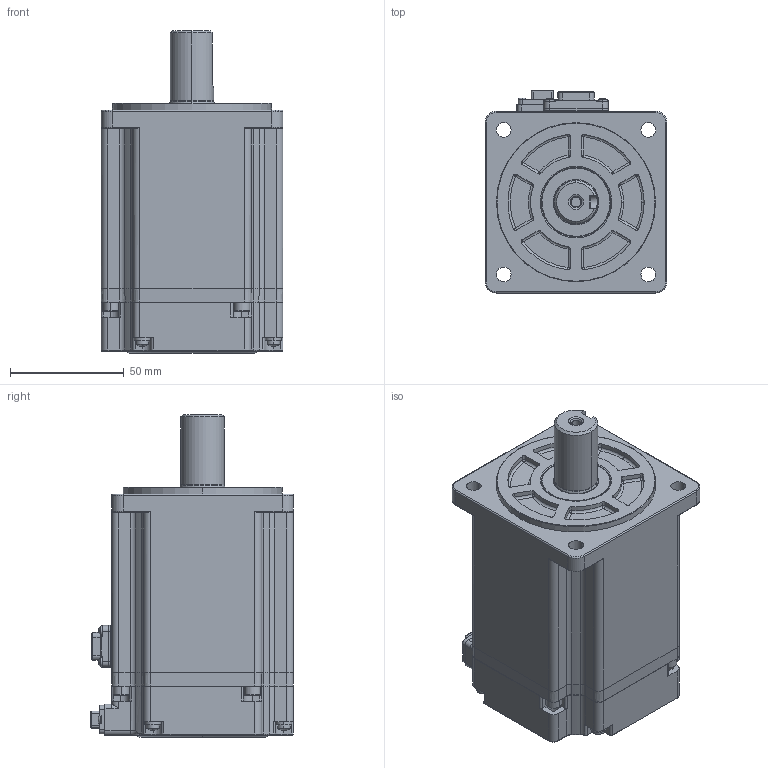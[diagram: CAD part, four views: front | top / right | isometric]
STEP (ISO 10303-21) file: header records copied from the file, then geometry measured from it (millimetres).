
FILE_DESCRIPTION (( 'STEP AP203' ), '1' );
FILE_NAME ('MS6H-80TH30B3-20P7.STEP', '2024-01-16T01:45:27', ( '' ), ( '' ), 'SwSTEP 2.0', 'SolidWorks 2022', '' );
FILE_SCHEMA (( 'CONFIG_CONTROL_DESIGN' ));
Length unit declared in the file: millimetre
Products named in the file (1): MS6H-80TH30B3-20P7
Bounding box: 80 x 89.3 x 142.1 mm (x, y, z)
Surface area: 55662.8 mm2 (no closed solid volume)
Topology: 0 solids, 28 shells, 892 faces, 2839 edges, 1931 vertices
Faces by surface type: plane 386, cylinder 299, torus 98, cone 47, sphere 44, bspline 18
Entity records: 32182 total; most frequent: CARTESIAN_POINT 6874, DIRECTION 5644, ORIENTED_EDGE 4703, EDGE_CURVE 2806, AXIS2_PLACEMENT_3D 2031, VERTEX_POINT 1919, VECTOR 1582, LINE 1582
